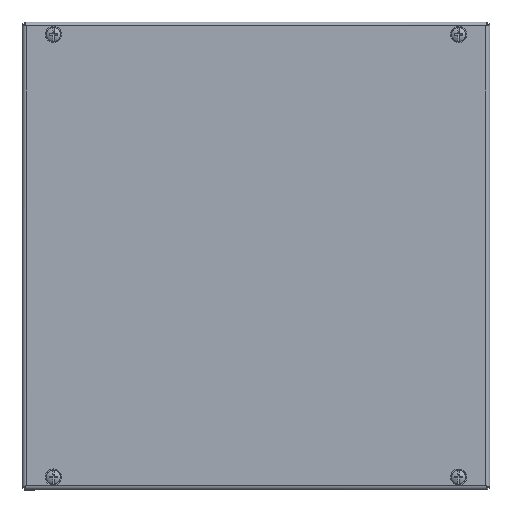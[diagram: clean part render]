
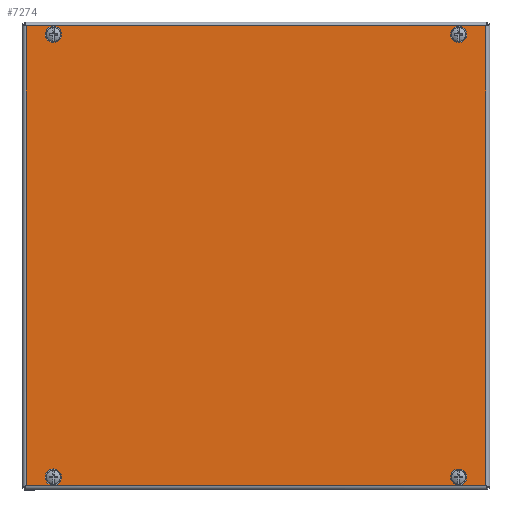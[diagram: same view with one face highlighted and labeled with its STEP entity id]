
A CAD part, top view. The second image highlights one B-rep face of the part: STEP entity #7274.
In plain terms, the highlighted face is planar.
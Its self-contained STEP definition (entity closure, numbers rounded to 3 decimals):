
#440=LINE('',#10747,#975);
#441=LINE('',#10749,#976);
#442=LINE('',#10751,#977);
#443=LINE('',#10752,#978);
#975=VECTOR('',#8632,1000.);
#976=VECTOR('',#8633,1000.);
#977=VECTOR('',#8634,1000.);
#978=VECTOR('',#8635,1000.);
#1540=PLANE('',#7803);
#1952=FACE_BOUND('',#2610,.T.);
#1953=FACE_BOUND('',#2611,.T.);
#1954=FACE_BOUND('',#2612,.T.);
#1955=FACE_BOUND('',#2613,.T.);
#2095=FACE_OUTER_BOUND('',#2609,.T.);
#2609=EDGE_LOOP('',(#5219,#5220,#5221,#5222));
#2610=EDGE_LOOP('',(#5223));
#2611=EDGE_LOOP('',(#5224));
#2612=EDGE_LOOP('',(#5225));
#2613=EDGE_LOOP('',(#5226));
#3238=CIRCLE('',#7792,4.);
#3240=CIRCLE('',#7795,4.);
#3242=CIRCLE('',#7798,4.);
#3244=CIRCLE('',#7801,4.);
#3539=VERTEX_POINT('',#10718);
#3541=VERTEX_POINT('',#10723);
#3543=VERTEX_POINT('',#10728);
#3545=VERTEX_POINT('',#10733);
#3550=VERTEX_POINT('',#10745);
#3551=VERTEX_POINT('',#10746);
#3552=VERTEX_POINT('',#10748);
#3553=VERTEX_POINT('',#10750);
#4170=EDGE_CURVE('',#3539,#3539,#3238,.T.);
#4172=EDGE_CURVE('',#3541,#3541,#3240,.T.);
#4174=EDGE_CURVE('',#3543,#3543,#3242,.T.);
#4176=EDGE_CURVE('',#3545,#3545,#3244,.T.);
#4181=EDGE_CURVE('',#3550,#3551,#440,.T.);
#4182=EDGE_CURVE('',#3551,#3552,#441,.T.);
#4183=EDGE_CURVE('',#3552,#3553,#442,.T.);
#4184=EDGE_CURVE('',#3553,#3550,#443,.T.);
#5219=ORIENTED_EDGE('',*,*,#4181,.T.);
#5220=ORIENTED_EDGE('',*,*,#4182,.T.);
#5221=ORIENTED_EDGE('',*,*,#4183,.T.);
#5222=ORIENTED_EDGE('',*,*,#4184,.T.);
#5223=ORIENTED_EDGE('',*,*,#4170,.F.);
#5224=ORIENTED_EDGE('',*,*,#4172,.F.);
#5225=ORIENTED_EDGE('',*,*,#4174,.F.);
#5226=ORIENTED_EDGE('',*,*,#4176,.F.);
#7274=ADVANCED_FACE('',(#2095,#1952,#1953,#1954,#1955),#1540,.F.);
#7792=AXIS2_PLACEMENT_3D('',#10719,#8604,#8605);
#7795=AXIS2_PLACEMENT_3D('',#10724,#8610,#8611);
#7798=AXIS2_PLACEMENT_3D('',#10729,#8616,#8617);
#7801=AXIS2_PLACEMENT_3D('',#10734,#8622,#8623);
#7803=AXIS2_PLACEMENT_3D('',#10744,#8630,#8631);
#8604=DIRECTION('center_axis',(0.,0.,-1.));
#8605=DIRECTION('ref_axis',(1.,0.,0.));
#8610=DIRECTION('center_axis',(0.,0.,-1.));
#8611=DIRECTION('ref_axis',(-1.,0.,0.));
#8616=DIRECTION('center_axis',(0.,0.,-1.));
#8617=DIRECTION('ref_axis',(1.,0.,0.));
#8622=DIRECTION('center_axis',(0.,0.,-1.));
#8623=DIRECTION('ref_axis',(-1.,0.,0.));
#8630=DIRECTION('center_axis',(0.,0.,1.));
#8631=DIRECTION('ref_axis',(1.,0.,0.));
#8632=DIRECTION('',(-1.,0.,0.));
#8633=DIRECTION('',(0.,1.,0.));
#8634=DIRECTION('',(1.,0.,0.));
#8635=DIRECTION('',(0.,-1.,0.));
#10718=CARTESIAN_POINT('',(126.,-142.,0.));
#10719=CARTESIAN_POINT('Origin',(130.,-142.,0.));
#10723=CARTESIAN_POINT('',(-134.,-142.,0.));
#10724=CARTESIAN_POINT('Origin',(-130.,-142.,0.));
#10728=CARTESIAN_POINT('',(-134.,142.,0.));
#10729=CARTESIAN_POINT('Origin',(-130.,142.,0.));
#10733=CARTESIAN_POINT('',(126.,142.,0.));
#10734=CARTESIAN_POINT('Origin',(130.,142.,0.));
#10744=CARTESIAN_POINT('Origin',(-150.,150.,0.));
#10745=CARTESIAN_POINT('',(147.5,-147.5,0.));
#10746=CARTESIAN_POINT('',(-147.5,-147.5,0.));
#10747=CARTESIAN_POINT('',(148.743,-147.5,0.));
#10748=CARTESIAN_POINT('',(-147.5,147.5,0.));
#10749=CARTESIAN_POINT('',(-147.5,-148.743,0.));
#10750=CARTESIAN_POINT('',(147.5,147.5,0.));
#10751=CARTESIAN_POINT('',(-148.743,147.5,0.));
#10752=CARTESIAN_POINT('',(147.5,148.743,0.));
